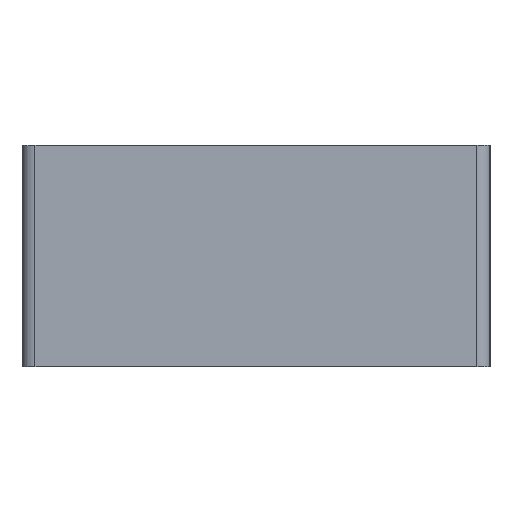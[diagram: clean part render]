
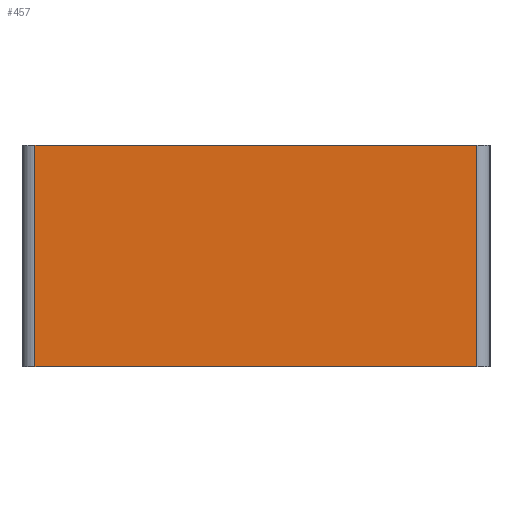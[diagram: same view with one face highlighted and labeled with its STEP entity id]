
A CAD part, left-side view. The second image highlights one B-rep face of the part: STEP entity #457.
In plain terms, the highlighted planar face has unit normal (-1, 0, 0).
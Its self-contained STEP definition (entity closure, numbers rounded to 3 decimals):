
#23=PLANE('',#506);
#48=FACE_OUTER_BOUND('',#78,.T.);
#78=EDGE_LOOP('',(#364,#365,#366,#367));
#105=LINE('',#681,#158);
#123=LINE('',#724,#176);
#124=LINE('',#727,#177);
#125=LINE('',#728,#178);
#158=VECTOR('',#553,10.);
#176=VECTOR('',#585,10.);
#177=VECTOR('',#588,10.);
#178=VECTOR('',#589,10.);
#223=VERTEX_POINT('',#678);
#224=VERTEX_POINT('',#680);
#242=VERTEX_POINT('',#722);
#243=VERTEX_POINT('',#726);
#268=EDGE_CURVE('',#223,#224,#105,.T.);
#290=EDGE_CURVE('',#242,#223,#123,.T.);
#291=EDGE_CURVE('',#243,#242,#124,.T.);
#292=EDGE_CURVE('',#224,#243,#125,.T.);
#364=ORIENTED_EDGE('',*,*,#290,.F.);
#365=ORIENTED_EDGE('',*,*,#291,.F.);
#366=ORIENTED_EDGE('',*,*,#292,.F.);
#367=ORIENTED_EDGE('',*,*,#268,.F.);
#457=ADVANCED_FACE('',(#48),#23,.T.);
#506=AXIS2_PLACEMENT_3D('',#725,#586,#587);
#553=DIRECTION('',(0.,-1.,0.));
#585=DIRECTION('',(0.,0.,1.));
#586=DIRECTION('center_axis',(-1.,0.,0.));
#587=DIRECTION('ref_axis',(0.,-1.,0.));
#588=DIRECTION('',(0.,1.,0.));
#589=DIRECTION('',(0.,0.,-1.));
#678=CARTESIAN_POINT('',(0.,-1.,17.));
#680=CARTESIAN_POINT('',(0.,-35.,17.));
#681=CARTESIAN_POINT('',(0.,-36.,17.));
#722=CARTESIAN_POINT('',(0.,-1.,0.));
#724=CARTESIAN_POINT('',(0.,-1.,0.));
#725=CARTESIAN_POINT('Origin',(0.,0.,0.));
#726=CARTESIAN_POINT('',(0.,-35.,0.));
#727=CARTESIAN_POINT('',(0.,-36.,0.));
#728=CARTESIAN_POINT('',(0.,-35.,0.));
